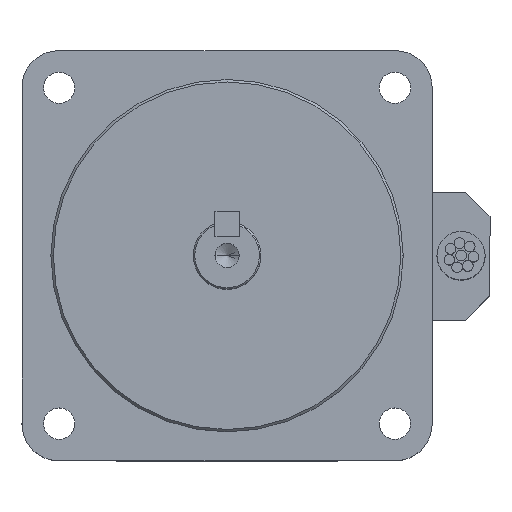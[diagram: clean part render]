
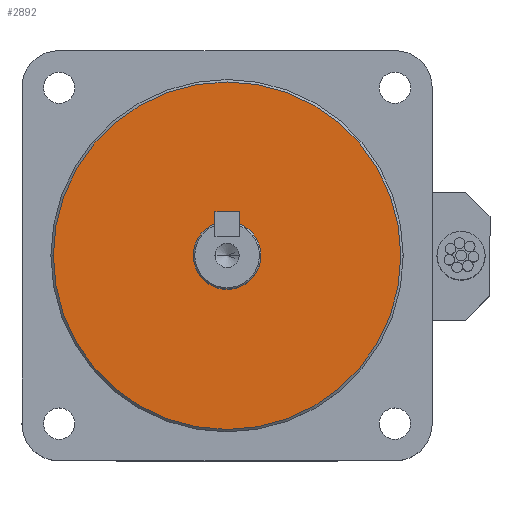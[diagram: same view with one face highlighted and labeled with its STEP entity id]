
A CAD part, top view. The second image highlights one B-rep face of the part: STEP entity #2892.
In plain terms, the highlighted planar face has unit normal (0, 0, 1).
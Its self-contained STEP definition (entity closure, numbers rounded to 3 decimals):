
#11 = DIRECTION ( 'NONE',  ( 1., 0., 0. ) ) ;
#27 = DIRECTION ( 'NONE',  ( 0., 0., 1. ) ) ;
#41 = CARTESIAN_POINT ( 'NONE',  ( 0., 0., 68.5 ) ) ;
#84 = FACE_BOUND ( 'NONE', #2984, .T. ) ;
#124 = CARTESIAN_POINT ( 'NONE',  ( 0., 0., 68.5 ) ) ;
#129 = AXIS2_PLACEMENT_3D ( 'NONE', #2472, #2390, #2306 ) ;
#141 = CIRCLE ( 'NONE', #750, 36.013 ) ;
#204 = EDGE_CURVE ( 'NONE', #3297, #3153, #240, .T. ) ;
#240 = CIRCLE ( 'NONE', #129, 7. ) ;
#382 = CIRCLE ( 'NONE', #2708, 36.013 ) ;
#411 = CARTESIAN_POINT ( 'NONE',  ( 36.013, 0., 68.5 ) ) ;
#627 = EDGE_CURVE ( 'NONE', #3153, #3297, #2494, .T. ) ;
#637 = VERTEX_POINT ( 'NONE', #411 ) ;
#713 = EDGE_LOOP ( 'NONE', ( #2942, #1080 ) ) ;
#750 = AXIS2_PLACEMENT_3D ( 'NONE', #803, #1849, #1617 ) ;
#803 = CARTESIAN_POINT ( 'NONE',  ( 0., 0., 68.5 ) ) ;
#810 = DIRECTION ( 'NONE',  ( 0., 0., 1. ) ) ;
#1077 = VERTEX_POINT ( 'NONE', #2447 ) ;
#1080 = ORIENTED_EDGE ( 'NONE', *, *, #2771, .T. ) ;
#1194 = ORIENTED_EDGE ( 'NONE', *, *, #204, .T. ) ;
#1279 = CARTESIAN_POINT ( 'NONE',  ( 0., 0., 68.5 ) ) ;
#1472 = CARTESIAN_POINT ( 'NONE',  ( -7., 0., 68.5 ) ) ;
#1498 = ORIENTED_EDGE ( 'NONE', *, *, #627, .T. ) ;
#1617 = DIRECTION ( 'NONE',  ( 1., 0., 0. ) ) ;
#1806 = DIRECTION ( 'NONE',  ( 0., 0., -1. ) ) ;
#1849 = DIRECTION ( 'NONE',  ( 0., 0., 1. ) ) ;
#2200 = CARTESIAN_POINT ( 'NONE',  ( 7., 0., 68.5 ) ) ;
#2265 = AXIS2_PLACEMENT_3D ( 'NONE', #1279, #1806, #3289 ) ;
#2285 = FACE_OUTER_BOUND ( 'NONE', #713, .T. ) ;
#2306 = DIRECTION ( 'NONE',  ( 1., 0., 0. ) ) ;
#2390 = DIRECTION ( 'NONE',  ( 0., 0., -1. ) ) ;
#2447 = CARTESIAN_POINT ( 'NONE',  ( -36.013, 0., 68.5 ) ) ;
#2472 = CARTESIAN_POINT ( 'NONE',  ( 0., 0., 68.5 ) ) ;
#2494 = CIRCLE ( 'NONE', #2265, 7. ) ;
#2696 = EDGE_CURVE ( 'NONE', #1077, #637, #382, .T. ) ;
#2708 = AXIS2_PLACEMENT_3D ( 'NONE', #41, #27, #11 ) ;
#2771 = EDGE_CURVE ( 'NONE', #637, #1077, #141, .T. ) ;
#2808 = AXIS2_PLACEMENT_3D ( 'NONE', #124, #810, #3202 ) ;
#2892 = ADVANCED_FACE ( 'NONE', ( #84, #2285 ), #2978, .T. ) ;
#2942 = ORIENTED_EDGE ( 'NONE', *, *, #2696, .T. ) ;
#2978 = PLANE ( 'NONE',  #2808 ) ;
#2984 = EDGE_LOOP ( 'NONE', ( #1194, #1498 ) ) ;
#3153 = VERTEX_POINT ( 'NONE', #2200 ) ;
#3202 = DIRECTION ( 'NONE',  ( 1., 0., 0. ) ) ;
#3289 = DIRECTION ( 'NONE',  ( 1., 0., 0. ) ) ;
#3297 = VERTEX_POINT ( 'NONE', #1472 ) ;
